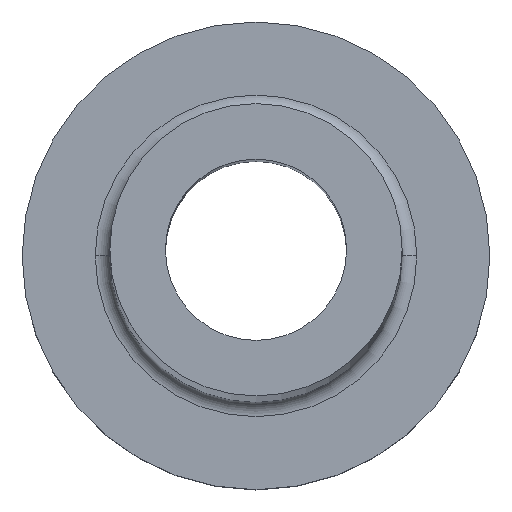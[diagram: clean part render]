
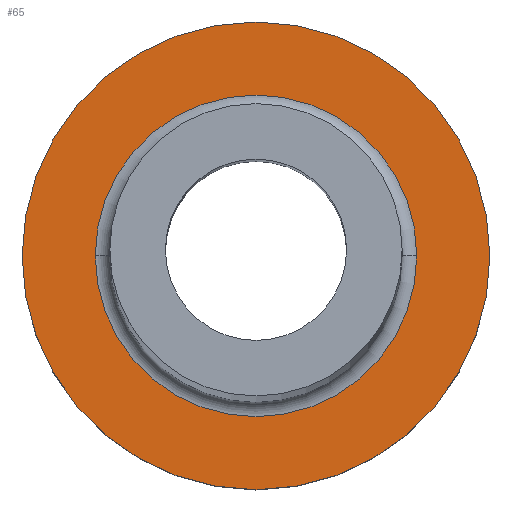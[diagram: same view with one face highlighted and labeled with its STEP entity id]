
A CAD part, top view. The second image highlights one B-rep face of the part: STEP entity #65.
In plain terms, the highlighted planar face has unit normal (0, 0, 1).
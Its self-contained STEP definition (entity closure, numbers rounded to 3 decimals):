
#17 = ORIENTED_EDGE ( 'NONE', *, *, #59, .T. ) ;
#20 = DIRECTION ( 'NONE',  ( 0., 0., 1. ) ) ;
#26 = EDGE_LOOP ( 'NONE', ( #17, #361 ) ) ;
#27 = CARTESIAN_POINT ( 'NONE',  ( 5.5, 0., 5. ) ) ;
#30 = CARTESIAN_POINT ( 'NONE',  ( 0., 0., 5. ) ) ;
#59 = EDGE_CURVE ( 'NONE', #177, #201, #245, .T. ) ;
#63 = ORIENTED_EDGE ( 'NONE', *, *, #433, .T. ) ;
#65 = ADVANCED_FACE ( 'NONE', ( #419, #105 ), #70, .T. ) ;
#67 = CARTESIAN_POINT ( 'NONE',  ( -5.5, 0., 5. ) ) ;
#68 = DIRECTION ( 'NONE',  ( 0., 0., 1. ) ) ;
#70 = PLANE ( 'NONE',  #322 ) ;
#75 = DIRECTION ( 'NONE',  ( 0., 0., -1. ) ) ;
#93 = VERTEX_POINT ( 'NONE', #27 ) ;
#105 = FACE_OUTER_BOUND ( 'NONE', #26, .T. ) ;
#133 = DIRECTION ( 'NONE',  ( 1., 0., 0. ) ) ;
#150 = CIRCLE ( 'NONE', #238, 8. ) ;
#157 = CIRCLE ( 'NONE', #399, 5.5 ) ;
#167 = DIRECTION ( 'NONE',  ( 1., 0., 0. ) ) ;
#171 = EDGE_CURVE ( 'NONE', #301, #93, #298, .T. ) ;
#174 = CARTESIAN_POINT ( 'NONE',  ( 8., 0., 5. ) ) ;
#176 = DIRECTION ( 'NONE',  ( 1., 0., 0. ) ) ;
#177 = VERTEX_POINT ( 'NONE', #321 ) ;
#180 = CARTESIAN_POINT ( 'NONE',  ( 0., 0., 5. ) ) ;
#201 = VERTEX_POINT ( 'NONE', #174 ) ;
#204 = CARTESIAN_POINT ( 'NONE',  ( 0., 0., 5. ) ) ;
#238 = AXIS2_PLACEMENT_3D ( 'NONE', #180, #20, #167 ) ;
#245 = CIRCLE ( 'NONE', #452, 8. ) ;
#278 = EDGE_CURVE ( 'NONE', #201, #177, #150, .T. ) ;
#298 = CIRCLE ( 'NONE', #358, 5.5 ) ;
#301 = VERTEX_POINT ( 'NONE', #67 ) ;
#309 = ORIENTED_EDGE ( 'NONE', *, *, #171, .T. ) ;
#321 = CARTESIAN_POINT ( 'NONE',  ( -8., 0., 5. ) ) ;
#322 = AXIS2_PLACEMENT_3D ( 'NONE', #204, #343, #412 ) ;
#332 = DIRECTION ( 'NONE',  ( 0., 0., -1. ) ) ;
#334 = CARTESIAN_POINT ( 'NONE',  ( 0., 0., 5. ) ) ;
#343 = DIRECTION ( 'NONE',  ( 0., 0., 1. ) ) ;
#352 = CARTESIAN_POINT ( 'NONE',  ( 0., 0., 5. ) ) ;
#358 = AXIS2_PLACEMENT_3D ( 'NONE', #352, #75, #176 ) ;
#361 = ORIENTED_EDGE ( 'NONE', *, *, #278, .T. ) ;
#399 = AXIS2_PLACEMENT_3D ( 'NONE', #334, #332, #441 ) ;
#409 = EDGE_LOOP ( 'NONE', ( #63, #309 ) ) ;
#412 = DIRECTION ( 'NONE',  ( 1., 0., 0. ) ) ;
#419 = FACE_BOUND ( 'NONE', #409, .T. ) ;
#433 = EDGE_CURVE ( 'NONE', #93, #301, #157, .T. ) ;
#441 = DIRECTION ( 'NONE',  ( 1., 0., 0. ) ) ;
#452 = AXIS2_PLACEMENT_3D ( 'NONE', #30, #68, #133 ) ;
